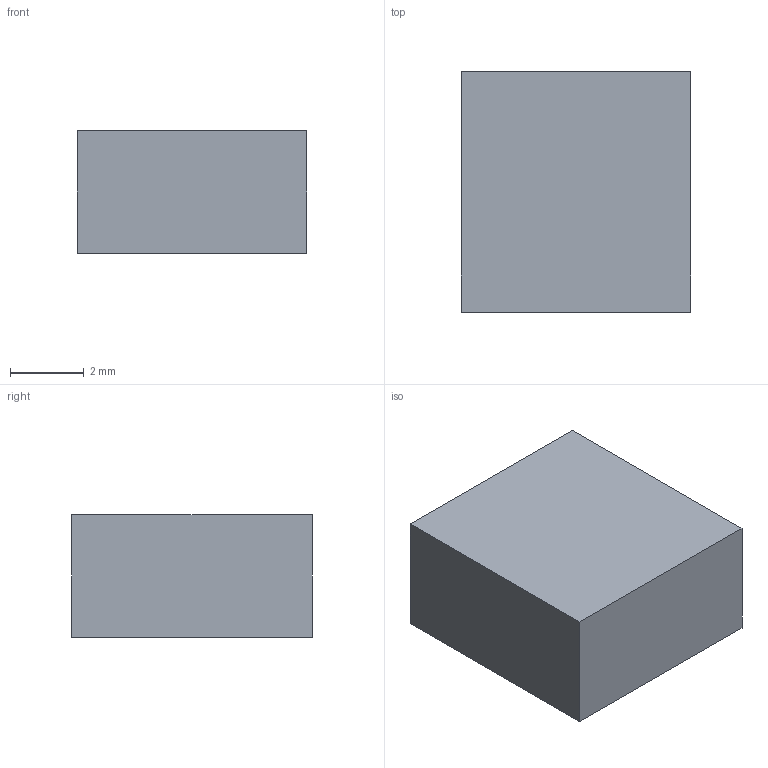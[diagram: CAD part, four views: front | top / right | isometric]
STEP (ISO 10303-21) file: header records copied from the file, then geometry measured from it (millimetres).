
FILE_DESCRIPTION(/* description */ ('Unknown'),/* implementation_level */ '2;1');
FILE_NAME(/* name */ 'IndPD_6033_p-base_MaxSized',/* time_stamp */ '2019-07-08T13:29:47+02:00',/* author */ ('Unknown'),/* organization */ ('Unknown'),/* preprocessor_version */ 'ST-DEVELOPER v16.7',/* originating_system */ 'DEX',/* authorisation */ $);
FILE_SCHEMA (('AUTOMOTIVE_DESIGN {1 0 10303 214 3 1 1}'));
Length unit declared in the file: millimetre
Products named in the file (7): IndPD_6033_p-base_MaxSized; Base; Pin; glue; Core; Shielding; MaxSized-Square
Assembly tree (7 placements, depth 2):
  IndPD_6033_p-base_MaxSized
    Base
    Pin  x2
    glue
    Core
    Shielding
    MaxSized-Square
Bounding box: 6.2 x 6.5 x 3.3 mm (x, y, z)
Surface area: 485.7 mm2
Topology: 7 solids, 7 shells, 274 faces, 737 edges, 485 vertices
Faces by surface type: plane 188, cylinder 63, bspline 21, cone 2
Full cylindrical faces by diameter (mm): 0.4 x1, 1 x1, 2.3 x1, 4 x3, 4.1 x1
Entity records: 9136 total; most frequent: CARTESIAN_POINT 2299, ORIENTED_EDGE 1324, DIRECTION 1139, EDGE_CURVE 662, VERTEX_POINT 442, LINE 399, VECTOR 399, AXIS2_PLACEMENT_3D 370
